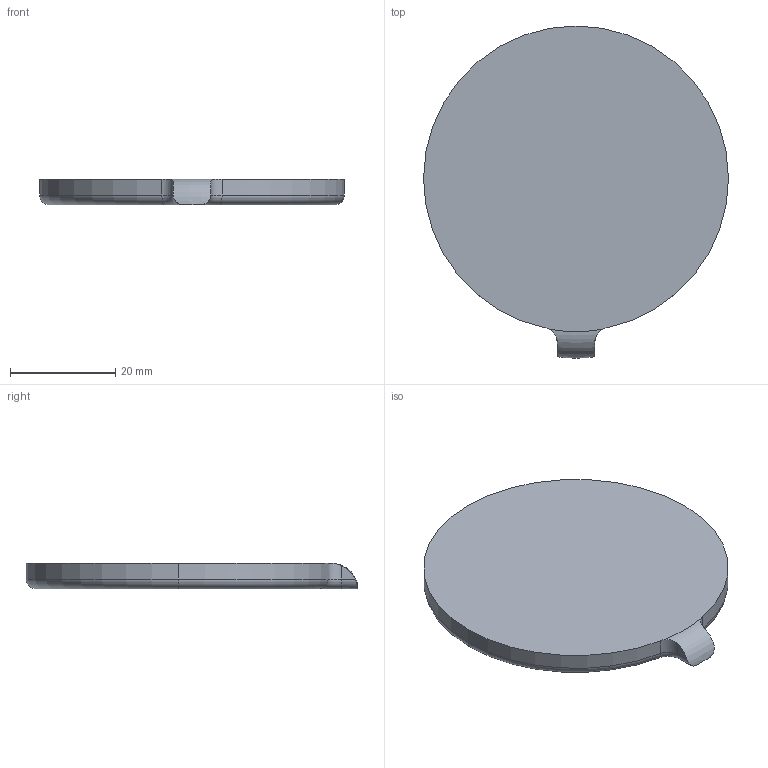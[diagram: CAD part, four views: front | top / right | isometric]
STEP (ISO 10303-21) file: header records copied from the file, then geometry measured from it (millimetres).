
FILE_DESCRIPTION (( 'STEP AP214' ), '1' );
FILE_NAME ('Cap_REV3.STEP', '2025-06-10T08:31:50', ( '' ), ( '' ), 'SwSTEP 2.0', 'SolidWorks 2024', '' );
FILE_SCHEMA (( 'AUTOMOTIVE_DESIGN' ));
Length unit declared in the file: millimetre
Products named in the file (1): Cap_REV3
Bounding box: 58.07 x 63.21 x 4.85 mm (x, y, z)
Volume: 12859.9 mm3; surface area: 6127.2 mm2
Topology: 1 solids, 1 shells, 17 faces, 39 edges, 24 vertices
Faces by surface type: cylinder 7, torus 6, plane 4
Entity records: 569 total; most frequent: CARTESIAN_POINT 151, DIRECTION 92, ORIENTED_EDGE 78, AXIS2_PLACEMENT_3D 41, EDGE_CURVE 39, VERTEX_POINT 24, CIRCLE 23, FACE_OUTER_BOUND 17
